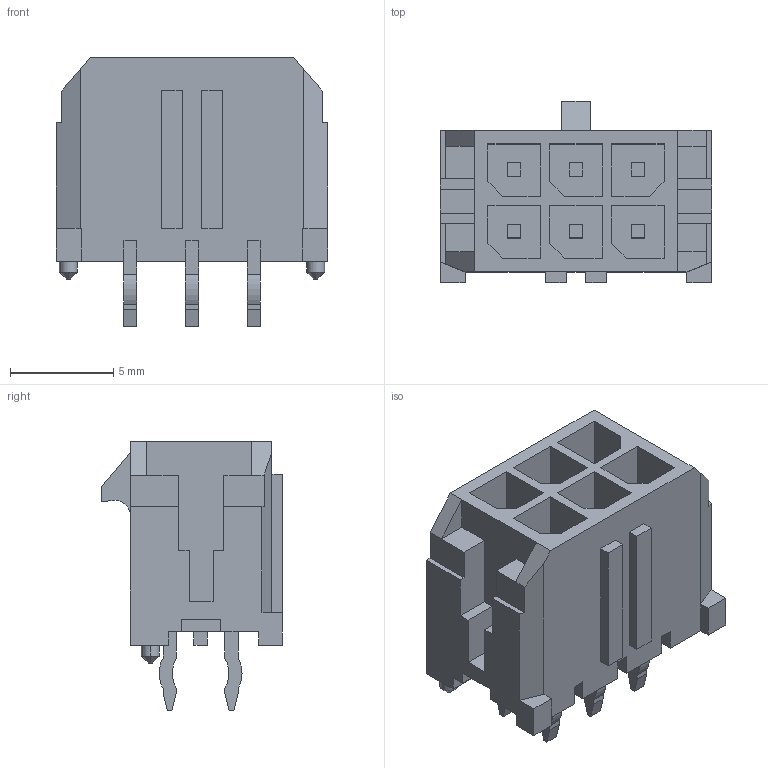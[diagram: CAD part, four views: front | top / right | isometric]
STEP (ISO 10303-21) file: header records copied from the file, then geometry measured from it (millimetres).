
FILE_DESCRIPTION(('STEP AP242'),'1');
FILE_NAME('0430450612.stp','2024-12-03T17:02:22',('TraceParts'),('TraceParts S.A.'),'Spatial InterOp 3D',' ',' ');
FILE_SCHEMA(('AP242_MANAGED_MODEL_BASED_3D_ENGINEERING_MIM_LF {1 0 10303 442 1 1 4}'));
Length unit declared in the file: millimetre
Products named in the file (1): 0430450612_1
Bounding box: 13.15 x 8.77 x 13.09 mm (x, y, z)
Volume: 553.5 mm3; surface area: 1177.2 mm2
Topology: 1 solids, 1 shells, 304 faces, 861 edges, 596 vertices
Faces by surface type: plane 278, cylinder 18, cone 8
Entity records: 9699 total; most frequent: CARTESIAN_POINT 1723, ORIENTED_EDGE 1682, DIRECTION 1537, EDGE_CURVE 841, LINE 797, VECTOR 797, VERTEX_POINT 556, AXIS2_PLACEMENT_3D 370
